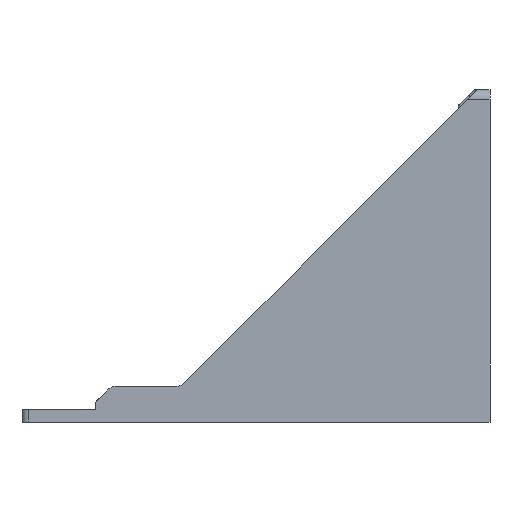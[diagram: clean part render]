
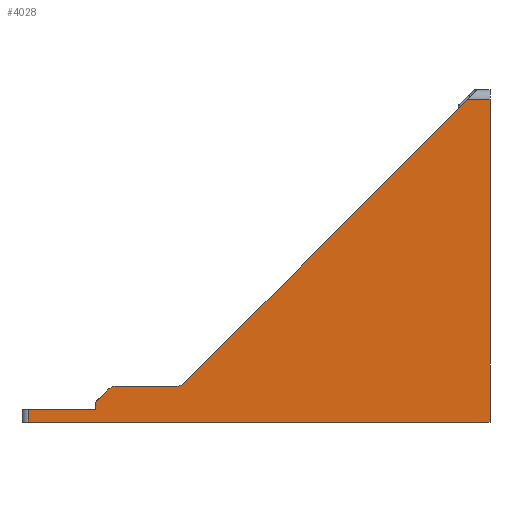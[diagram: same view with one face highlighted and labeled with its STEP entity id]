
A CAD part, front view. The second image highlights one B-rep face of the part: STEP entity #4028.
In plain terms, the highlighted planar face has unit normal (0, -1, 0).
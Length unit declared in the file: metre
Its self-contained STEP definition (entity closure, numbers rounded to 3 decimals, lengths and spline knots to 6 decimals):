
#152=CIRCLE('',#4288,0.003);
#153=CIRCLE('',#4289,0.003);
#414=ORIENTED_EDGE('',*,*,#1636,.T.);
#415=ORIENTED_EDGE('',*,*,#1637,.T.);
#416=ORIENTED_EDGE('',*,*,#1638,.T.);
#417=ORIENTED_EDGE('',*,*,#1639,.T.);
#418=ORIENTED_EDGE('',*,*,#1640,.T.);
#419=ORIENTED_EDGE('',*,*,#1641,.T.);
#420=ORIENTED_EDGE('',*,*,#1642,.T.);
#421=ORIENTED_EDGE('',*,*,#1643,.T.);
#422=ORIENTED_EDGE('',*,*,#1612,.T.);
#423=ORIENTED_EDGE('',*,*,#1644,.T.);
#424=ORIENTED_EDGE('',*,*,#1645,.F.);
#1612=EDGE_CURVE('',#2224,#2223,#2611,.T.);
#1636=EDGE_CURVE('',#2246,#2247,#2627,.T.);
#1637=EDGE_CURVE('',#2247,#2248,#2628,.T.);
#1638=EDGE_CURVE('',#2248,#2249,#2629,.T.);
#1639=EDGE_CURVE('',#2249,#2250,#152,.F.);
#1640=EDGE_CURVE('',#2250,#2251,#2630,.T.);
#1641=EDGE_CURVE('',#2251,#2252,#153,.T.);
#1642=EDGE_CURVE('',#2252,#2253,#2631,.T.);
#1643=EDGE_CURVE('',#2253,#2224,#2632,.T.);
#1644=EDGE_CURVE('',#2223,#2254,#2633,.T.);
#1645=EDGE_CURVE('',#2246,#2254,#2634,.T.);
#2223=VERTEX_POINT('',#6038);
#2224=VERTEX_POINT('',#6040);
#2246=VERTEX_POINT('',#6088);
#2247=VERTEX_POINT('',#6089);
#2248=VERTEX_POINT('',#6091);
#2249=VERTEX_POINT('',#6093);
#2250=VERTEX_POINT('',#6095);
#2251=VERTEX_POINT('',#6097);
#2252=VERTEX_POINT('',#6099);
#2253=VERTEX_POINT('',#6101);
#2254=VERTEX_POINT('',#6104);
#2611=LINE('',#6039,#3000);
#2627=LINE('',#6087,#3016);
#2628=LINE('',#6090,#3017);
#2629=LINE('',#6092,#3018);
#2630=LINE('',#6096,#3019);
#2631=LINE('',#6100,#3020);
#2632=LINE('',#6102,#3021);
#2633=LINE('',#6103,#3022);
#2634=LINE('',#6105,#3023);
#3000=VECTOR('',#4750,1.);
#3016=VECTOR('',#4786,1.);
#3017=VECTOR('',#4787,1.);
#3018=VECTOR('',#4788,1.);
#3019=VECTOR('',#4791,1.);
#3020=VECTOR('',#4794,1.);
#3021=VECTOR('',#4795,1.);
#3022=VECTOR('',#4796,1.);
#3023=VECTOR('',#4797,1.);
#3383=EDGE_LOOP('',(#414,#415,#416,#417,#418,#419,#420,#421,#422,#423,#424));
#3660=FACE_BOUND('',#3383,.T.);
#3922=PLANE('',#4287);
#4028=ADVANCED_FACE('',(#3660),#3922,.T.);
#4287=AXIS2_PLACEMENT_3D('',#6086,#4784,#4785);
#4288=AXIS2_PLACEMENT_3D('',#6094,#4789,#4790);
#4289=AXIS2_PLACEMENT_3D('',#6098,#4792,#4793);
#4750=DIRECTION('',(-1.,0.,0.));
#4784=DIRECTION('',(0.,-1.,0.));
#4785=DIRECTION('',(1.,0.,0.));
#4786=DIRECTION('',(0.,0.,1.));
#4787=DIRECTION('',(-1.,0.,0.));
#4788=DIRECTION('',(-0.707,0.,-0.707));
#4789=DIRECTION('',(0.,-1.,0.));
#4790=DIRECTION('',(1.,0.,0.));
#4791=DIRECTION('',(-1.,0.,0.));
#4792=DIRECTION('',(0.,-1.,0.));
#4793=DIRECTION('',(1.,0.,0.));
#4794=DIRECTION('',(-0.707,0.,-0.707));
#4795=DIRECTION('',(0.,0.,-1.));
#4796=DIRECTION('',(0.,0.,-1.));
#4797=DIRECTION('',(-1.,0.,0.));
#6038=CARTESIAN_POINT('',(-0.239,-0.044,-0.018));
#6039=CARTESIAN_POINT('',(0.,-0.044,-0.018));
#6040=CARTESIAN_POINT('',(-0.218,-0.044,-0.018));
#6086=CARTESIAN_POINT('',(0.,-0.044,-0.018));
#6087=CARTESIAN_POINT('',(-0.0945,-0.044,-0.022002));
#6088=CARTESIAN_POINT('',(-0.0945,-0.044,-0.022));
#6089=CARTESIAN_POINT('',(-0.0945,-0.044,0.079));
#6090=CARTESIAN_POINT('',(0.,-0.044,0.079));
#6091=CARTESIAN_POINT('',(-0.1015,-0.044,0.079));
#6092=CARTESIAN_POINT('',(-0.1485,-0.044,0.032));
#6093=CARTESIAN_POINT('',(-0.190371,-0.044,-0.009871));
#6094=CARTESIAN_POINT('',(-0.192493,-0.044,-0.00775));
#6095=CARTESIAN_POINT('',(-0.192493,-0.044,-0.01075));
#6096=CARTESIAN_POINT('',(0.,-0.044,-0.01075));
#6097=CARTESIAN_POINT('',(-0.211757,-0.044,-0.01075));
#6098=CARTESIAN_POINT('',(-0.211757,-0.044,-0.01375));
#6099=CARTESIAN_POINT('',(-0.213879,-0.044,-0.011629));
#6100=CARTESIAN_POINT('',(-0.110125,-0.044,0.092125));
#6101=CARTESIAN_POINT('',(-0.218,-0.044,-0.01575));
#6102=CARTESIAN_POINT('',(-0.218,-0.044,-0.01075));
#6103=CARTESIAN_POINT('',(-0.239,-0.044,-0.018));
#6104=CARTESIAN_POINT('',(-0.239,-0.044,-0.022));
#6105=CARTESIAN_POINT('',(0.,-0.044,-0.022));
